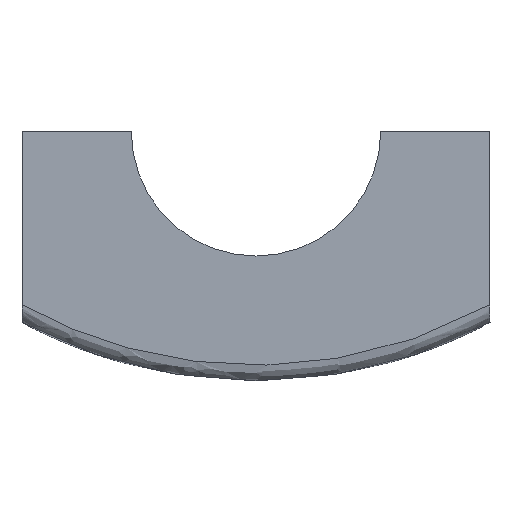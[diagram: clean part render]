
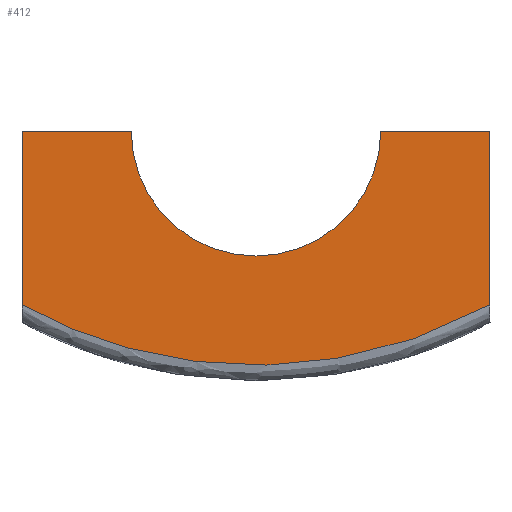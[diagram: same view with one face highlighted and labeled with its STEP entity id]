
A CAD part, front view. The second image highlights one B-rep face of the part: STEP entity #412.
In plain terms, the highlighted planar face has unit normal (0, -1, 0).
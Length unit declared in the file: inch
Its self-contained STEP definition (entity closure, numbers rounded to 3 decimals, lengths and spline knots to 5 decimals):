
#9 = CARTESIAN_POINT ( 'NONE',  ( -78.33014, -6.5078, 27.79621 ) ) ;
#45 = ORIENTED_EDGE ( 'NONE', *, *, #258, .T. ) ;
#48 =( BOUNDED_CURVE ( )  B_SPLINE_CURVE ( 3, ( #594, #596, #665, #207 ),
 .UNSPECIFIED., .F., .T. ) 
 B_SPLINE_CURVE_WITH_KNOTS ( ( 4, 4 ),
 ( 0., 1. ),
 .UNSPECIFIED. ) 
 CURVE ( )  GEOMETRIC_REPRESENTATION_ITEM ( )  RATIONAL_B_SPLINE_CURVE ( ( 1., 0.917, 0.917, 1. ) ) 
 REPRESENTATION_ITEM ( '' )  );
#66 = CARTESIAN_POINT ( 'NONE',  ( 0., -6.5078, 27.79621 ) ) ;
#74 = CARTESIAN_POINT ( 'NONE',  ( -78.33014, -6.5078, 27.35805 ) ) ;
#84 = DIRECTION ( 'NONE',  ( 0., 0., 1. ) ) ;
#89 = VECTOR ( 'NONE', #249, 39.37008 ) ;
#96 = CARTESIAN_POINT ( 'NONE',  ( -79.51124, -6.5078, 27.35805 ) ) ;
#119 = FACE_OUTER_BOUND ( 'NONE', #265, .T. ) ;
#120 = CARTESIAN_POINT ( 'NONE',  ( -78.92069, -6.5078, 27.79621 ) ) ;
#128 = ORIENTED_EDGE ( 'NONE', *, *, #517, .F. ) ;
#139 = CARTESIAN_POINT ( 'NONE',  ( -78.60573, -6.5078, 27.79621 ) ) ;
#141 = AXIS2_PLACEMENT_3D ( 'NONE', #477, #273, #84 ) ;
#178 = EDGE_CURVE ( 'NONE', #673, #655, #817, .T. ) ;
#186 = ORIENTED_EDGE ( 'NONE', *, *, #318, .F. ) ;
#207 = CARTESIAN_POINT ( 'NONE',  ( -79.51124, -6.5078, 27.35805 ) ) ;
#243 = ORIENTED_EDGE ( 'NONE', *, *, #834, .F. ) ;
#249 = DIRECTION ( 'NONE',  ( 1., 0., 0. ) ) ;
#258 = EDGE_CURVE ( 'NONE', #392, #459, #504, .T. ) ;
#265 = EDGE_LOOP ( 'NONE', ( #45, #128, #243, #819, #572, #186 ) ) ;
#273 = DIRECTION ( 'NONE',  ( 0., 1., 0. ) ) ;
#292 = VERTEX_POINT ( 'NONE', #139 ) ;
#295 = DIRECTION ( 'NONE',  ( 0., 0., -1. ) ) ;
#304 = CARTESIAN_POINT ( 'NONE',  ( -79.51124, -6.5078, 27.31327 ) ) ;
#310 = LINE ( 'NONE', #610, #461 ) ;
#317 = CARTESIAN_POINT ( 'NONE',  ( -78.33014, -6.5078, 27.79621 ) ) ;
#318 = EDGE_CURVE ( 'NONE', #392, #682, #48, .T. ) ;
#336 = AXIS2_PLACEMENT_3D ( 'NONE', #120, #514, #722 ) ;
#359 = CIRCLE ( 'NONE', #336, 0.31496 ) ;
#392 = VERTEX_POINT ( 'NONE', #74 ) ;
#408 = DIRECTION ( 'NONE',  ( 1., 0., 0. ) ) ;
#412 = ADVANCED_FACE ( 'NONE', ( #119 ), #739, .F. ) ;
#459 = VERTEX_POINT ( 'NONE', #9 ) ;
#461 = VECTOR ( 'NONE', #408, 39.37008 ) ;
#477 = CARTESIAN_POINT ( 'NONE',  ( 0., -6.5078, 0. ) ) ;
#492 = CARTESIAN_POINT ( 'NONE',  ( -79.51124, -6.5078, 27.79621 ) ) ;
#496 = VECTOR ( 'NONE', #295, 39.37008 ) ;
#504 = LINE ( 'NONE', #317, #714 ) ;
#514 = DIRECTION ( 'NONE',  ( 0., -1., 0. ) ) ;
#517 = EDGE_CURVE ( 'NONE', #292, #459, #310, .T. ) ;
#572 = ORIENTED_EDGE ( 'NONE', *, *, #787, .T. ) ;
#594 = CARTESIAN_POINT ( 'NONE',  ( -78.33014, -6.5078, 27.35805 ) ) ;
#596 = CARTESIAN_POINT ( 'NONE',  ( -78.70597, -6.5078, 27.15025 ) ) ;
#610 = CARTESIAN_POINT ( 'NONE',  ( 0., -6.5078, 27.79621 ) ) ;
#622 = CARTESIAN_POINT ( 'NONE',  ( -79.23565, -6.5078, 27.79621 ) ) ;
#655 = VERTEX_POINT ( 'NONE', #622 ) ;
#665 = CARTESIAN_POINT ( 'NONE',  ( -79.13542, -6.5078, 27.15025 ) ) ;
#673 = VERTEX_POINT ( 'NONE', #492 ) ;
#682 = VERTEX_POINT ( 'NONE', #96 ) ;
#714 = VECTOR ( 'NONE', #715, 39.37008 ) ;
#715 = DIRECTION ( 'NONE',  ( 0., 0., 1. ) ) ;
#722 = DIRECTION ( 'NONE',  ( 0., 0., 1. ) ) ;
#739 = PLANE ( 'NONE',  #141 ) ;
#742 = LINE ( 'NONE', #304, #496 ) ;
#787 = EDGE_CURVE ( 'NONE', #673, #682, #742, .T. ) ;
#817 = LINE ( 'NONE', #66, #89 ) ;
#819 = ORIENTED_EDGE ( 'NONE', *, *, #178, .F. ) ;
#834 = EDGE_CURVE ( 'NONE', #655, #292, #359, .T. ) ;
